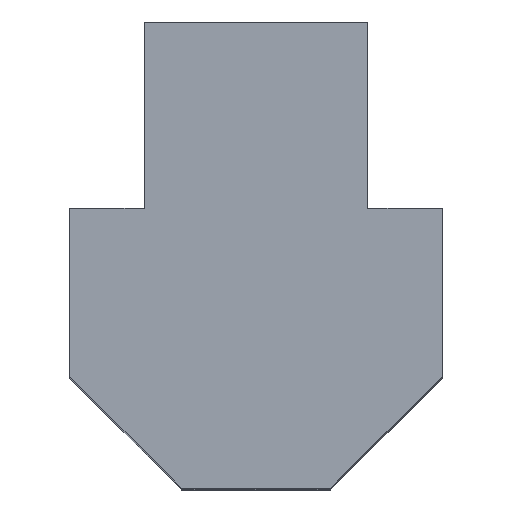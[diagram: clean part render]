
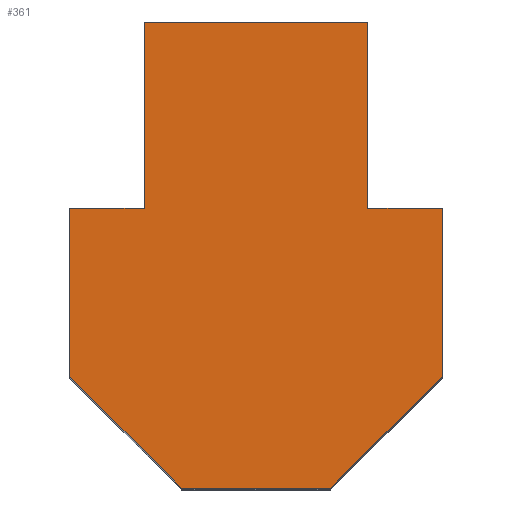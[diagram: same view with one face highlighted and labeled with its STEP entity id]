
A CAD part, top view. The second image highlights one B-rep face of the part: STEP entity #361.
In plain terms, the highlighted planar face has unit normal (0, 0, 1).
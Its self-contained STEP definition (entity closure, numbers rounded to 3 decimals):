
#14=LINE($,#496,#58);
#19=LINE($,#505,#63);
#31=LINE($,#532,#75);
#34=LINE($,#537,#78);
#38=LINE($,#545,#82);
#45=LINE($,#558,#89);
#46=LINE($,#560,#90);
#52=LINE($,#572,#96);
#55=LINE($,#576,#99);
#56=LINE($,#579,#100);
#58=VECTOR($,#405,4.243);
#63=VECTOR($,#412,4.);
#75=VECTOR($,#430,2.);
#78=VECTOR($,#433,2.);
#82=VECTOR($,#439,5.);
#89=VECTOR($,#452,5.);
#90=VECTOR($,#455,6.);
#96=VECTOR($,#467,4.5);
#99=VECTOR($,#472,4.243);
#100=VECTOR($,#477,4.5);
#117=PLANE($,#387);
#137=FACE_OUTER_BOUND($,#157,.T.);
#157=EDGE_LOOP($,(#333,#334,#335,#336,#337,#338,#339,#340,#341,#342));
#168=VERTEX_POINT($,#493);
#169=VERTEX_POINT($,#495);
#172=VERTEX_POINT($,#503);
#183=VERTEX_POINT($,#529);
#184=VERTEX_POINT($,#531);
#185=VERTEX_POINT($,#534);
#186=VERTEX_POINT($,#536);
#189=VERTEX_POINT($,#544);
#192=VERTEX_POINT($,#556);
#195=VERTEX_POINT($,#571);
#202=EDGE_CURVE($,#168,#169,#14,.T.);
#207=EDGE_CURVE($,#172,#168,#19,.T.);
#219=EDGE_CURVE($,#183,#184,#31,.T.);
#222=EDGE_CURVE($,#185,#186,#34,.T.);
#226=EDGE_CURVE($,#184,#189,#38,.T.);
#233=EDGE_CURVE($,#192,#185,#45,.T.);
#234=EDGE_CURVE($,#189,#192,#46,.T.);
#240=EDGE_CURVE($,#186,#195,#52,.T.);
#243=EDGE_CURVE($,#195,#172,#55,.T.);
#244=EDGE_CURVE($,#169,#183,#56,.T.);
#333=ORIENTED_EDGE($,*,*,#226,.F.);
#334=ORIENTED_EDGE($,*,*,#219,.F.);
#335=ORIENTED_EDGE($,*,*,#244,.F.);
#336=ORIENTED_EDGE($,*,*,#202,.F.);
#337=ORIENTED_EDGE($,*,*,#207,.F.);
#338=ORIENTED_EDGE($,*,*,#243,.F.);
#339=ORIENTED_EDGE($,*,*,#240,.F.);
#340=ORIENTED_EDGE($,*,*,#222,.F.);
#341=ORIENTED_EDGE($,*,*,#233,.F.);
#342=ORIENTED_EDGE($,*,*,#234,.F.);
#361=ADVANCED_FACE($,(#137),#117,.T.);
#387=AXIS2_PLACEMENT_3D($,#580,#478,#479);
#405=DIRECTION($,(-0.707,0.707,0.));
#412=DIRECTION($,(-1.,0.,0.));
#430=DIRECTION($,(1.,0.,0.));
#433=DIRECTION($,(1.,0.,0.));
#439=DIRECTION($,(0.,1.,0.));
#452=DIRECTION($,(0.,-1.,0.));
#455=DIRECTION($,(1.,0.,0.));
#467=DIRECTION($,(0.,-1.,0.));
#472=DIRECTION($,(-0.707,-0.707,0.));
#477=DIRECTION($,(0.,1.,0.));
#478=DIRECTION('center_axis',(0.,0.,1.));
#479=DIRECTION('ref_axis',(1.,0.,0.));
#493=CARTESIAN_POINT('',(-2.,-7.5,15.));
#495=CARTESIAN_POINT('',(-5.,-4.5,15.));
#496=CARTESIAN_POINT($,(-2.,-7.5,15.));
#503=CARTESIAN_POINT('',(2.,-7.5,15.));
#505=CARTESIAN_POINT($,(2.,-7.5,15.));
#529=CARTESIAN_POINT('',(-5.,0.,15.));
#531=CARTESIAN_POINT('',(-3.,0.,15.));
#532=CARTESIAN_POINT($,(-5.,0.,15.));
#534=CARTESIAN_POINT('',(3.,0.,15.));
#536=CARTESIAN_POINT('',(5.,0.,15.));
#537=CARTESIAN_POINT($,(3.,0.,15.));
#544=CARTESIAN_POINT('',(-3.,5.,15.));
#545=CARTESIAN_POINT($,(-3.,0.,15.));
#556=CARTESIAN_POINT('',(3.,5.,15.));
#558=CARTESIAN_POINT($,(3.,5.,15.));
#560=CARTESIAN_POINT($,(-3.,5.,15.));
#571=CARTESIAN_POINT('',(5.,-4.5,15.));
#572=CARTESIAN_POINT($,(5.,0.,15.));
#576=CARTESIAN_POINT($,(5.,-4.5,15.));
#579=CARTESIAN_POINT($,(-5.,-4.5,15.));
#580=CARTESIAN_POINT('Origin',(0.,-1.113,
15.));
